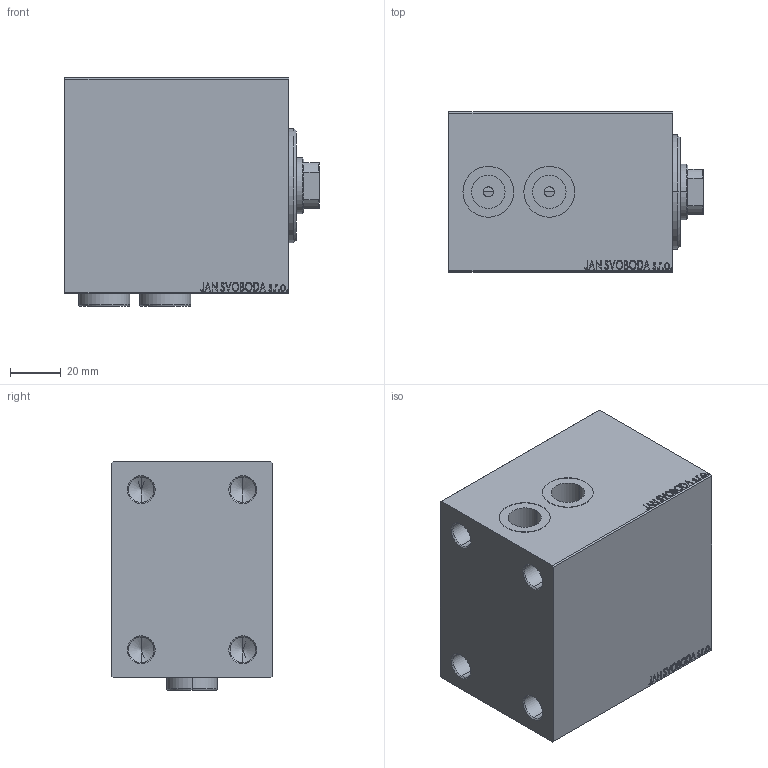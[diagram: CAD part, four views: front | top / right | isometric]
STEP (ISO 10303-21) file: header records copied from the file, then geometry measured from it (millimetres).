
FILE_DESCRIPTION (( 'STEP AP203' ), '1' );
FILE_NAME ('9595.STEP', '2023-07-04T05:40:22', ( '' ), ( '' ), 'SwSTEP 2.0', 'SolidWorks 2019', '' );
FILE_SCHEMA (( 'CONFIG_CONTROL_DESIGN' ));
Length unit declared in the file: millimetre
Products named in the file (5): PLUG 26feeaac6a9aa1cc64c144c74626c4a7; V450CP_B_VCP 26feeaac6a9aa1cc64c144c74626c4a7; V450CP_VC_B 26feeaac6a9aa1cc64c144c74626c4a7; 9595; V450CP_B 26feeaac6a9aa1cc64c144c74626c4a7
Assembly tree (5 placements, depth 2):
  9595
    V450CP_B 26feeaac6a9aa1cc64c144c74626c4a7
    V450CP_B_VCP 26feeaac6a9aa1cc64c144c74626c4a7
    V450CP_VC_B 26feeaac6a9aa1cc64c144c74626c4a7
    PLUG 26feeaac6a9aa1cc64c144c74626c4a7  x2
Bounding box: 100 x 63 x 89.9 mm (x, y, z)
Volume: 452167.7 mm3; surface area: 79014.3 mm2
Topology: 5 solids, 5 shells, 955 faces, 2414 edges, 1573 vertices
Faces by surface type: plane 439, bspline 380, cylinder 82, cone 50, torus 4
Entity records: 46127 total; most frequent: CARTESIAN_POINT 25565, ORIENTED_EDGE 4712, DIRECTION 2896, EDGE_CURVE 2356, VERTEX_POINT 1549, LINE 1392, VECTOR 1392, EDGE_LOOP 1067
